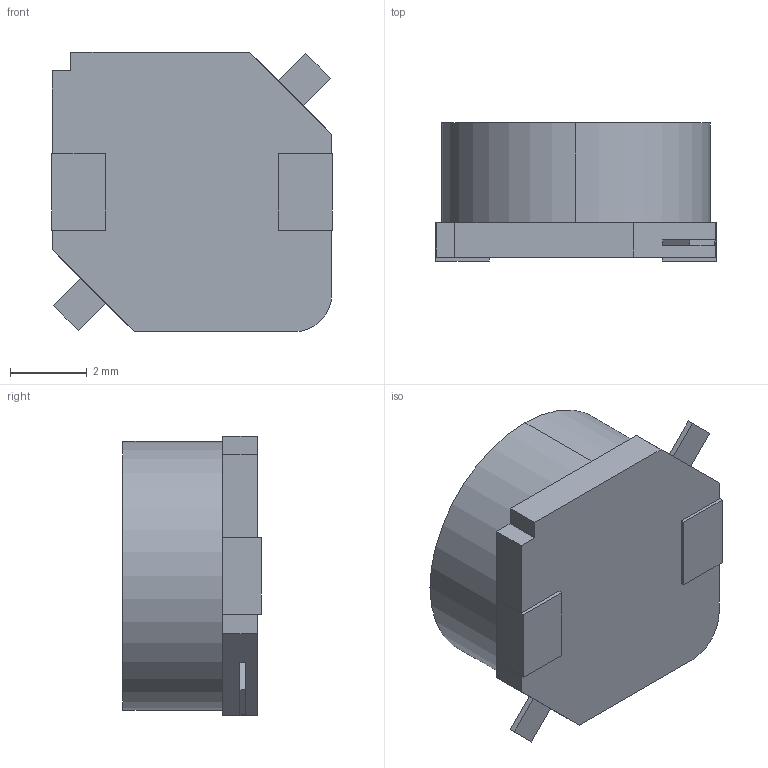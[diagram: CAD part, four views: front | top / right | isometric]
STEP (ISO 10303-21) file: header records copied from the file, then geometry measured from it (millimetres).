
FILE_DESCRIPTION (( 'STEP AP214' ), '1' );
FILE_NAME ('Coilcraft-MSS7336-DEFAULT.STEP', '2011-10-06T19:22:16', ( 'sysAdmin' ), ( 'SolidWorks' ), 'SwSTEP 2.0', 'SolidWorks 2011', '' );
FILE_SCHEMA (( 'AUTOMOTIVE_DESIGN' ));
Length unit declared in the file: millimetre
Products named in the file (1): Coilcraft-MSS7336-DEFAULT
Bounding box: 7.31 x 3.6 x 7.29 mm (x, y, z)
Volume: 139.4 mm3; surface area: 279.1 mm2
Topology: 1 solids, 1 shells, 72 faces, 175 edges, 114 vertices
Faces by surface type: plane 54, cylinder 9, bspline 9
Entity records: 3349 total; most frequent: CARTESIAN_POINT 875, ORIENTED_EDGE 350, DIRECTION 303, EDGE_CURVE 175, LINE 139, VECTOR 139, VERTEX_POINT 114, AXIS2_PLACEMENT_3D 82
